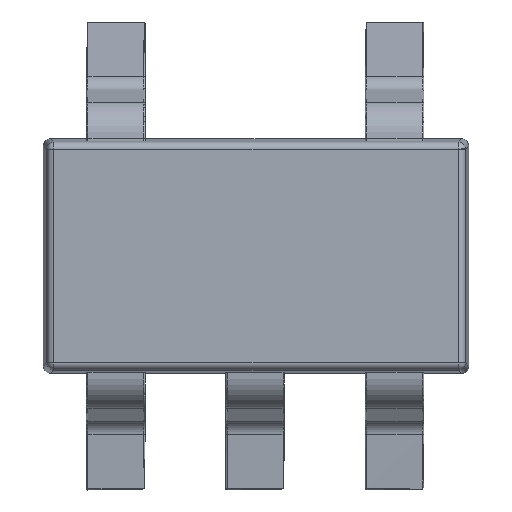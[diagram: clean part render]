
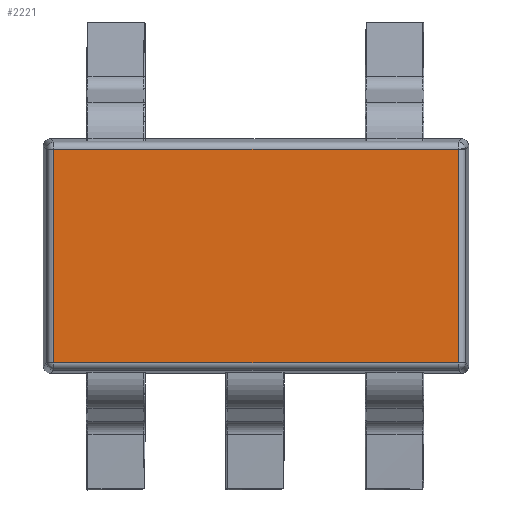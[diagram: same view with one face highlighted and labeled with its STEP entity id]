
A CAD part, top view. The second image highlights one B-rep face of the part: STEP entity #2221.
In plain terms, the highlighted planar face has unit normal (0, 0, 1).
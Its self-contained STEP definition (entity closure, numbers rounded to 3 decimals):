
#2084 = VERTEX_POINT ( 'NONE', #6243 ) ;
#2126 = VERTEX_POINT ( 'NONE', #6285 ) ;
#2163 = EDGE_CURVE ( 'NONE', #2193, #2183, #6352, .T. ) ;
#2166 = EDGE_CURVE ( 'NONE', #2183, #2084, #6348, .T. ) ;
#2173 = EDGE_CURVE ( 'NONE', #2084, #2126, #6400, .T. ) ;
#2183 = VERTEX_POINT ( 'NONE', #6385 ) ;
#2193 = VERTEX_POINT ( 'NONE', #6434 ) ;
#2221 = ADVANCED_FACE ( 'NONE', ( #6456 ), #6452, .T. ) ;
#2222 = EDGE_LOOP ( 'NONE', ( #2223, #2224, #2225, #2226 ) ) ;
#2223 = ORIENTED_EDGE ( 'NONE', *, *, #2233, .T. ) ;
#2224 = ORIENTED_EDGE ( 'NONE', *, *, #2163, .T. ) ;
#2225 = ORIENTED_EDGE ( 'NONE', *, *, #2166, .T. ) ;
#2226 = ORIENTED_EDGE ( 'NONE', *, *, #2173, .T. ) ;
#2233 = EDGE_CURVE ( 'NONE', #2126, #2193, #6441, .T. ) ;
#6243 = CARTESIAN_POINT ( 'NONE',  ( 7.172, -5.928, 0.3 ) ) ;
#6285 = CARTESIAN_POINT ( 'NONE',  ( 9.928, -5.928, 0.3 ) ) ;
#6345 = DIRECTION ( 'NONE',  ( 0., -1., 0. ) ) ;
#6346 = VECTOR ( 'NONE', #6345, 1000. ) ;
#6347 = CARTESIAN_POINT ( 'NONE',  ( 7.172, -5.2, 0.3 ) ) ;
#6348 = LINE ( 'NONE', #6347, #6346 ) ;
#6349 = DIRECTION ( 'NONE',  ( -1., 0., 0. ) ) ;
#6350 = VECTOR ( 'NONE', #6349, 1000. ) ;
#6351 = CARTESIAN_POINT ( 'NONE',  ( 8.55, -4.472, 0.3 ) ) ;
#6352 = LINE ( 'NONE', #6351, #6350 ) ;
#6385 = CARTESIAN_POINT ( 'NONE',  ( 7.172, -4.472, 0.3 ) ) ;
#6397 = DIRECTION ( 'NONE',  ( 1., 0., 0. ) ) ;
#6398 = VECTOR ( 'NONE', #6397, 1000. ) ;
#6399 = CARTESIAN_POINT ( 'NONE',  ( 8.55, -5.928, 0.3 ) ) ;
#6400 = LINE ( 'NONE', #6399, #6398 ) ;
#6434 = CARTESIAN_POINT ( 'NONE',  ( 9.928, -4.472, 0.3 ) ) ;
#6438 = DIRECTION ( 'NONE',  ( 0., 1., 0. ) ) ;
#6439 = VECTOR ( 'NONE', #6438, 1000. ) ;
#6440 = CARTESIAN_POINT ( 'NONE',  ( 9.928, -5.2, 0.3 ) ) ;
#6441 = LINE ( 'NONE', #6440, #6439 ) ;
#6448 = DIRECTION ( 'NONE',  ( 1., 0., 0. ) ) ;
#6449 = DIRECTION ( 'NONE',  ( 0., 0., 1. ) ) ;
#6450 = CARTESIAN_POINT ( 'NONE',  ( 8.55, -5.2, 0.3 ) ) ;
#6451 = AXIS2_PLACEMENT_3D ( 'NONE', #6450, #6449, #6448 ) ;
#6452 = PLANE ( 'NONE',  #6451 ) ;
#6456 = FACE_OUTER_BOUND ( 'NONE', #2222, .T. ) ;
